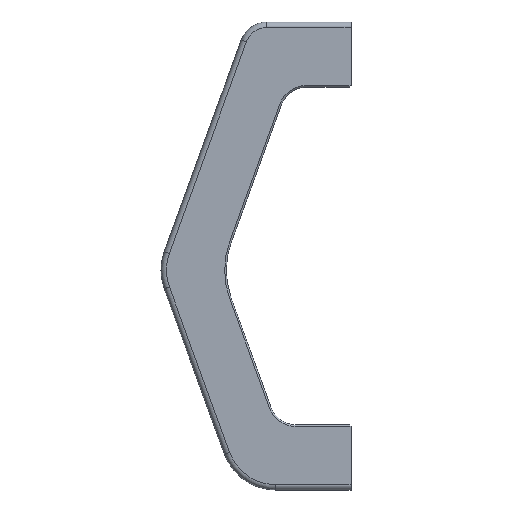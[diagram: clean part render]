
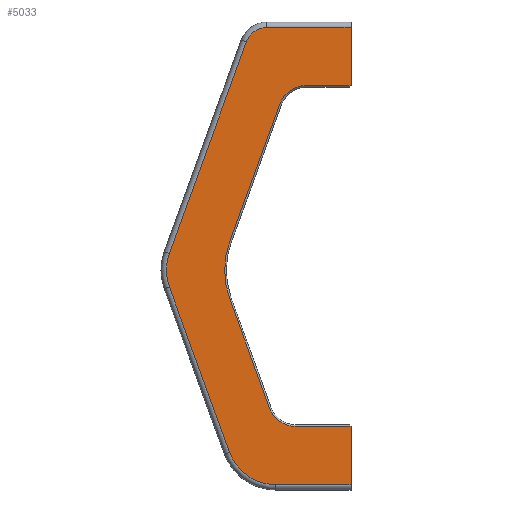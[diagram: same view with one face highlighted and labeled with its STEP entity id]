
A CAD part, front view. The second image highlights one B-rep face of the part: STEP entity #5033.
In plain terms, the highlighted planar face has unit normal (0, -1, 0).
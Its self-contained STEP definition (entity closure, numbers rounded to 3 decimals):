
#5 = EDGE_CURVE ( 'NONE', #7311, #643, #1285, .T. ) ;
#168 = VECTOR ( 'NONE', #4687, 1000. ) ;
#203 = ORIENTED_EDGE ( 'NONE', *, *, #1050, .T. ) ;
#240 = CARTESIAN_POINT ( 'NONE',  ( -10.07, -6., -69.2 ) ) ;
#271 = LINE ( 'NONE', #2890, #3473 ) ;
#293 = DIRECTION ( 'NONE',  ( 1., 0., 0. ) ) ;
#393 = VERTEX_POINT ( 'NONE', #8112 ) ;
#456 = DIRECTION ( 'NONE',  ( 0., 1., 0. ) ) ;
#536 = CARTESIAN_POINT ( 'NONE',  ( -22.35, -6., -40.49 ) ) ;
#579 = DIRECTION ( 'NONE',  ( -1., 0., 0. ) ) ;
#586 = VECTOR ( 'NONE', #996, 1000. ) ;
#643 = VERTEX_POINT ( 'NONE', #3366 ) ;
#686 = AXIS2_PLACEMENT_3D ( 'NONE', #2917, #7306, #3551 ) ;
#736 = CIRCLE ( 'NONE', #4166, 4. ) ;
#848 = FACE_OUTER_BOUND ( 'NONE', #3448, .T. ) ;
#872 = DIRECTION ( 'NONE',  ( 0., 0., -1. ) ) ;
#950 = AXIS2_PLACEMENT_3D ( 'NONE', #4256, #456, #4883 ) ;
#996 = DIRECTION ( 'NONE',  ( -0.342, 0., -0.94 ) ) ;
#1050 = EDGE_CURVE ( 'NONE', #1849, #6898, #3851, .T. ) ;
#1069 = CARTESIAN_POINT ( 'NONE',  ( -25., -6., -45.723 ) ) ;
#1197 = ORIENTED_EDGE ( 'NONE', *, *, #7815, .T. ) ;
#1266 = CARTESIAN_POINT ( 'NONE',  ( -15.499, -6., -5. ) ) ;
#1285 = LINE ( 'NONE', #5310, #3257 ) ;
#1321 = CARTESIAN_POINT ( 'NONE',  ( 0., -6., -85.2 ) ) ;
#1331 = CIRCLE ( 'NONE', #8053, 5.3 ) ;
#1406 = VERTEX_POINT ( 'NONE', #6274 ) ;
#1418 = CARTESIAN_POINT ( 'NONE',  ( -22.35, -6., -50.956 ) ) ;
#1445 = ORIENTED_EDGE ( 'NONE', *, *, #2756, .T. ) ;
#1452 = CARTESIAN_POINT ( 'NONE',  ( -10.07, -6., -74.5 ) ) ;
#1499 = VERTEX_POINT ( 'NONE', #2683 ) ;
#1521 = DIRECTION ( 'NONE',  ( 0., 0., -1. ) ) ;
#1638 = DIRECTION ( 'NONE',  ( 0.342, 0., 0.94 ) ) ;
#1649 = LINE ( 'NONE', #3896, #3149 ) ;
#1716 = DIRECTION ( 'NONE',  ( 0., 0., -1. ) ) ;
#1847 = ORIENTED_EDGE ( 'NONE', *, *, #5834, .T. ) ;
#1849 = VERTEX_POINT ( 'NONE', #5616 ) ;
#1902 = CARTESIAN_POINT ( 'NONE',  ( 0., -6., -1. ) ) ;
#1918 = DIRECTION ( 'NONE',  ( 0., -1., 0. ) ) ;
#2018 = ORIENTED_EDGE ( 'NONE', *, *, #5, .F. ) ;
#2032 = VECTOR ( 'NONE', #5228, 1000. ) ;
#2077 = EDGE_CURVE ( 'NONE', #4958, #1849, #4611, .T. ) ;
#2080 = LINE ( 'NONE', #6570, #168 ) ;
#2149 = VERTEX_POINT ( 'NONE', #6078 ) ;
#2224 = CARTESIAN_POINT ( 'NONE',  ( -13.907, -6., -85.2 ) ) ;
#2272 = ORIENTED_EDGE ( 'NONE', *, *, #4417, .T. ) ;
#2292 = VECTOR ( 'NONE', #579, 1000. ) ;
#2300 = LINE ( 'NONE', #4176, #586 ) ;
#2550 = VERTEX_POINT ( 'NONE', #3504 ) ;
#2683 = CARTESIAN_POINT ( 'NONE',  ( -22.364, -6., -79.278 ) ) ;
#2756 = EDGE_CURVE ( 'NONE', #393, #7615, #736, .T. ) ;
#2813 = DIRECTION ( 'NONE',  ( 0., 1., 0. ) ) ;
#2842 = CARTESIAN_POINT ( 'NONE',  ( 0., -6., -85.2 ) ) ;
#2890 = CARTESIAN_POINT ( 'NONE',  ( 0., -6., -11.7 ) ) ;
#2902 = EDGE_CURVE ( 'NONE', #2550, #4219, #1649, .T. ) ;
#2917 = CARTESIAN_POINT ( 'NONE',  ( -13.907, -6., -76.2 ) ) ;
#2965 = VECTOR ( 'NONE', #1638, 1000. ) ;
#3046 = VERTEX_POINT ( 'NONE', #2224 ) ;
#3149 = VECTOR ( 'NONE', #4517, 1000. ) ;
#3257 = VECTOR ( 'NONE', #1521, 1000. ) ;
#3310 = AXIS2_PLACEMENT_3D ( 'NONE', #1069, #5488, #1716 ) ;
#3321 = LINE ( 'NONE', #1452, #2032 ) ;
#3335 = CARTESIAN_POINT ( 'NONE',  ( -19.258, -6., -3.632 ) ) ;
#3366 = CARTESIAN_POINT ( 'NONE',  ( 0., -6., -11.7 ) ) ;
#3448 = EDGE_LOOP ( 'NONE', ( #7960, #6972, #5841, #1847, #2272, #6537, #203, #1197, #2018, #4187, #1445, #6325, #6401, #4408, #3642, #5641 ) ) ;
#3473 = VECTOR ( 'NONE', #3522, 1000. ) ;
#3504 = CARTESIAN_POINT ( 'NONE',  ( 0., -6., -74.5 ) ) ;
#3522 = DIRECTION ( 'NONE',  ( 1., 0., 0. ) ) ;
#3551 = DIRECTION ( 'NONE',  ( 0., 0., -1. ) ) ;
#3628 = EDGE_CURVE ( 'NONE', #1499, #3046, #7511, .T. ) ;
#3642 = ORIENTED_EDGE ( 'NONE', *, *, #3628, .T. ) ;
#3662 = EDGE_CURVE ( 'NONE', #7615, #2149, #2300, .T. ) ;
#3797 = CARTESIAN_POINT ( 'NONE',  ( -15.499, -6., -5. ) ) ;
#3851 = CIRCLE ( 'NONE', #950, 5.3 ) ;
#3896 = CARTESIAN_POINT ( 'NONE',  ( 0., -6., -86.2 ) ) ;
#3909 = EDGE_CURVE ( 'NONE', #2149, #1406, #6508, .T. ) ;
#4008 = CARTESIAN_POINT ( 'NONE',  ( -10.07, -6., -74.5 ) ) ;
#4166 = AXIS2_PLACEMENT_3D ( 'NONE', #3797, #8183, #4411 ) ;
#4176 = CARTESIAN_POINT ( 'NONE',  ( -33.457, -6., -42.645 ) ) ;
#4187 = ORIENTED_EDGE ( 'NONE', *, *, #7246, .T. ) ;
#4219 = VERTEX_POINT ( 'NONE', #1321 ) ;
#4256 = CARTESIAN_POINT ( 'NONE',  ( -8.161, -6., -17. ) ) ;
#4399 = LINE ( 'NONE', #6738, #7351 ) ;
#4408 = ORIENTED_EDGE ( 'NONE', *, *, #4689, .T. ) ;
#4411 = DIRECTION ( 'NONE',  ( 0., 0., -1. ) ) ;
#4417 = EDGE_CURVE ( 'NONE', #6179, #4958, #6215, .T. ) ;
#4517 = DIRECTION ( 'NONE',  ( 0., 0., -1. ) ) ;
#4611 = LINE ( 'NONE', #4789, #2965 ) ;
#4671 = DIRECTION ( 'NONE',  ( 0., 1., 0. ) ) ;
#4687 = DIRECTION ( 'NONE',  ( 0.342, 0., -0.94 ) ) ;
#4689 = EDGE_CURVE ( 'NONE', #1406, #1499, #2080, .T. ) ;
#4708 = EDGE_CURVE ( 'NONE', #3046, #4219, #6911, .T. ) ;
#4789 = CARTESIAN_POINT ( 'NONE',  ( -10.143, -6., -6.95 ) ) ;
#4883 = DIRECTION ( 'NONE',  ( 0., 0., -1. ) ) ;
#4958 = VERTEX_POINT ( 'NONE', #536 ) ;
#4996 = VERTEX_POINT ( 'NONE', #7537 ) ;
#5033 = ADVANCED_FACE ( 'NONE', ( #848 ), #5684, .T. ) ;
#5228 = DIRECTION ( 'NONE',  ( -1., 0., 0. ) ) ;
#5305 = CARTESIAN_POINT ( 'NONE',  ( -8.161, -6., -11.7 ) ) ;
#5310 = CARTESIAN_POINT ( 'NONE',  ( 0., -6., -12. ) ) ;
#5488 = DIRECTION ( 'NONE',  ( 0., -1., 0. ) ) ;
#5616 = CARTESIAN_POINT ( 'NONE',  ( -13.141, -6., -15.187 ) ) ;
#5641 = ORIENTED_EDGE ( 'NONE', *, *, #4708, .T. ) ;
#5656 = EDGE_CURVE ( 'NONE', #2550, #5685, #3321, .T. ) ;
#5684 = PLANE ( 'NONE',  #7144 ) ;
#5685 = VERTEX_POINT ( 'NONE', #4008 ) ;
#5818 = LINE ( 'NONE', #6275, #2292 ) ;
#5834 = EDGE_CURVE ( 'NONE', #4996, #6179, #4399, .T. ) ;
#5841 = ORIENTED_EDGE ( 'NONE', *, *, #6836, .T. ) ;
#6078 = CARTESIAN_POINT ( 'NONE',  ( -33.457, -6., -42.645 ) ) ;
#6179 = VERTEX_POINT ( 'NONE', #1418 ) ;
#6215 = CIRCLE ( 'NONE', #7899, 15.3 ) ;
#6274 = CARTESIAN_POINT ( 'NONE',  ( -33.457, -6., -48.801 ) ) ;
#6275 = CARTESIAN_POINT ( 'NONE',  ( -15.499, -6., -1. ) ) ;
#6322 = DIRECTION ( 'NONE',  ( 0., 0., -1. ) ) ;
#6325 = ORIENTED_EDGE ( 'NONE', *, *, #3662, .T. ) ;
#6401 = ORIENTED_EDGE ( 'NONE', *, *, #3909, .T. ) ;
#6503 = VECTOR ( 'NONE', #293, 1000. ) ;
#6508 = CIRCLE ( 'NONE', #3310, 9. ) ;
#6537 = ORIENTED_EDGE ( 'NONE', *, *, #2077, .T. ) ;
#6566 = CARTESIAN_POINT ( 'NONE',  ( -7.973, -6., -45.723 ) ) ;
#6570 = CARTESIAN_POINT ( 'NONE',  ( -22.364, -6., -79.278 ) ) ;
#6738 = CARTESIAN_POINT ( 'NONE',  ( -36.319, -6., -12.578 ) ) ;
#6836 = EDGE_CURVE ( 'NONE', #5685, #4996, #1331, .T. ) ;
#6898 = VERTEX_POINT ( 'NONE', #5305 ) ;
#6911 = LINE ( 'NONE', #2842, #6503 ) ;
#6972 = ORIENTED_EDGE ( 'NONE', *, *, #5656, .T. ) ;
#7144 = AXIS2_PLACEMENT_3D ( 'NONE', #1266, #1918, #6322 ) ;
#7195 = DIRECTION ( 'NONE',  ( 0., 0., -1. ) ) ;
#7246 = EDGE_CURVE ( 'NONE', #7311, #393, #5818, .T. ) ;
#7306 = DIRECTION ( 'NONE',  ( 0., -1., 0. ) ) ;
#7311 = VERTEX_POINT ( 'NONE', #1902 ) ;
#7351 = VECTOR ( 'NONE', #7374, 1000. ) ;
#7374 = DIRECTION ( 'NONE',  ( -0.342, 0., 0.94 ) ) ;
#7511 = CIRCLE ( 'NONE', #686, 9. ) ;
#7537 = CARTESIAN_POINT ( 'NONE',  ( -15.05, -6., -71.013 ) ) ;
#7615 = VERTEX_POINT ( 'NONE', #3335 ) ;
#7815 = EDGE_CURVE ( 'NONE', #6898, #643, #271, .T. ) ;
#7899 = AXIS2_PLACEMENT_3D ( 'NONE', #6566, #2813, #7195 ) ;
#7960 = ORIENTED_EDGE ( 'NONE', *, *, #2902, .F. ) ;
#8053 = AXIS2_PLACEMENT_3D ( 'NONE', #240, #4671, #872 ) ;
#8112 = CARTESIAN_POINT ( 'NONE',  ( -15.499, -6., -1. ) ) ;
#8183 = DIRECTION ( 'NONE',  ( 0., -1., 0. ) ) ;
